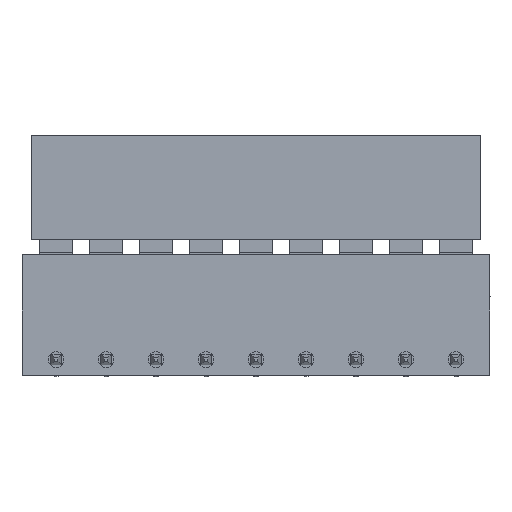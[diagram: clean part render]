
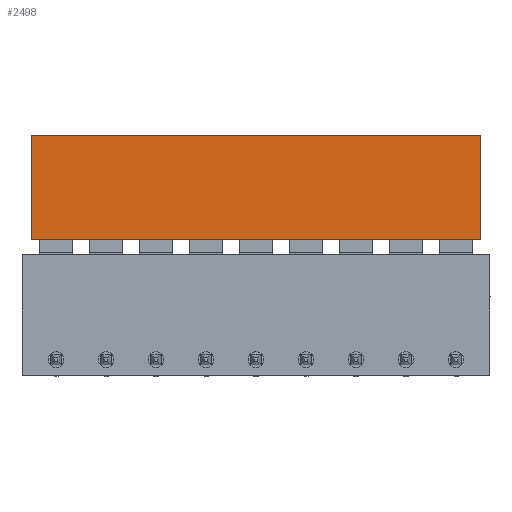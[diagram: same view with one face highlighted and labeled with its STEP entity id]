
A CAD part, front view. The second image highlights one B-rep face of the part: STEP entity #2498.
In plain terms, the highlighted planar face has unit normal (0, -1, 0).
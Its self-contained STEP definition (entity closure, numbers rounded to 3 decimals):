
#2484 = DIRECTION ( 'NONE',  ( 1., 0., 0. ) ) ;
#2498 = ADVANCED_FACE ( 'NONE', ( #29707 ), #15076, .T. ) ;
#3507 = LINE ( 'NONE', #31418, #10262 ) ;
#3893 = CARTESIAN_POINT ( 'NONE',  ( 34.985, -3.22, 9.15 ) ) ;
#5346 = ORIENTED_EDGE ( 'NONE', *, *, #25049, .T. ) ;
#6629 = LINE ( 'NONE', #3893, #41772 ) ;
#8119 = ORIENTED_EDGE ( 'NONE', *, *, #16345, .T. ) ;
#9176 = ORIENTED_EDGE ( 'NONE', *, *, #40588, .T. ) ;
#10262 = VECTOR ( 'NONE', #28392, 1000. ) ;
#10268 = CARTESIAN_POINT ( 'NONE',  ( 0.695, -3.22, 5.15 ) ) ;
#13400 = EDGE_CURVE ( 'NONE', #39853, #34086, #32500, .T. ) ;
#15076 = PLANE ( 'NONE',  #34313 ) ;
#15750 = DIRECTION ( 'NONE',  ( 0., 0., -1. ) ) ;
#16345 = EDGE_CURVE ( 'NONE', #39869, #39853, #6629, .T. ) ;
#18754 = DIRECTION ( 'NONE',  ( -1., 0., 0. ) ) ;
#21056 = CARTESIAN_POINT ( 'NONE',  ( 34.985, -3.22, 13.1 ) ) ;
#24497 = CARTESIAN_POINT ( 'NONE',  ( 34.985, -3.22, 5.15 ) ) ;
#25049 = EDGE_CURVE ( 'NONE', #35520, #39869, #44258, .T. ) ;
#26040 = DIRECTION ( 'NONE',  ( 0., -1., 0. ) ) ;
#28392 = DIRECTION ( 'NONE',  ( 0., 0., -1. ) ) ;
#29707 = FACE_OUTER_BOUND ( 'NONE', #32140, .T. ) ;
#29846 = CARTESIAN_POINT ( 'NONE',  ( 0.695, -3.22, 13.1 ) ) ;
#31418 = CARTESIAN_POINT ( 'NONE',  ( 0.695, -3.22, 9.15 ) ) ;
#32140 = EDGE_LOOP ( 'NONE', ( #32363, #9176, #5346, #8119 ) ) ;
#32233 = VECTOR ( 'NONE', #2484, 1000. ) ;
#32363 = ORIENTED_EDGE ( 'NONE', *, *, #13400, .T. ) ;
#32500 = LINE ( 'NONE', #39646, #37328 ) ;
#32726 = CARTESIAN_POINT ( 'NONE',  ( 0.695, -3.22, 9.15 ) ) ;
#34086 = VERTEX_POINT ( 'NONE', #29846 ) ;
#34313 = AXIS2_PLACEMENT_3D ( 'NONE', #32726, #26040, #15750 ) ;
#35283 = DIRECTION ( 'NONE',  ( 0., 0., 1. ) ) ;
#35520 = VERTEX_POINT ( 'NONE', #10268 ) ;
#36625 = CARTESIAN_POINT ( 'NONE',  ( 0.695, -3.22, 5.15 ) ) ;
#37328 = VECTOR ( 'NONE', #18754, 1000. ) ;
#39646 = CARTESIAN_POINT ( 'NONE',  ( 0.695, -3.22, 13.1 ) ) ;
#39853 = VERTEX_POINT ( 'NONE', #21056 ) ;
#39869 = VERTEX_POINT ( 'NONE', #24497 ) ;
#40588 = EDGE_CURVE ( 'NONE', #34086, #35520, #3507, .T. ) ;
#41772 = VECTOR ( 'NONE', #35283, 1000. ) ;
#44258 = LINE ( 'NONE', #36625, #32233 ) ;
